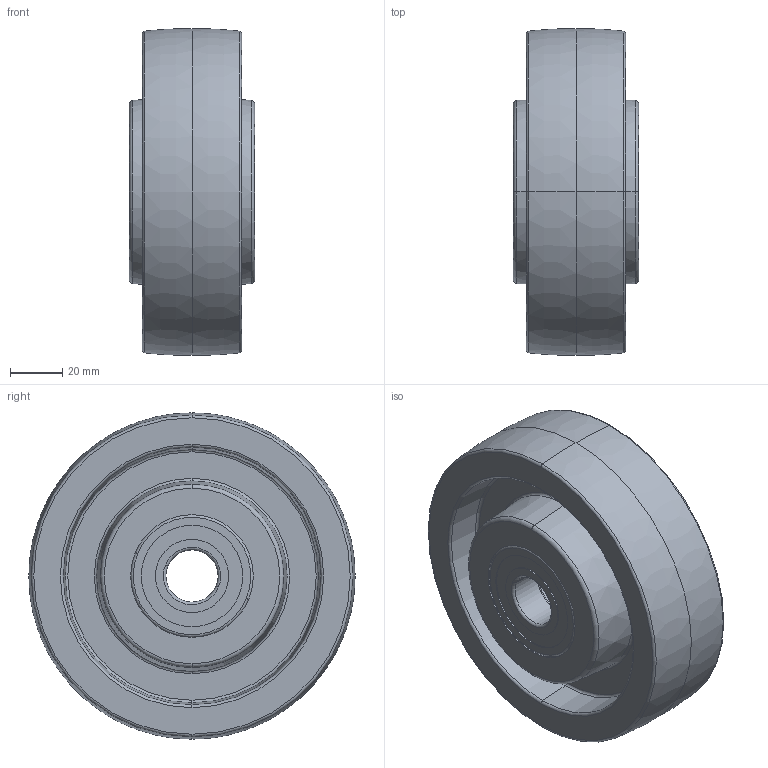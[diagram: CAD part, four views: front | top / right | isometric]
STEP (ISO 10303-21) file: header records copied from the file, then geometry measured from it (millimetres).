
FILE_DESCRIPTION (( 'STEP AP214' ), '1' );
FILE_NAME ('0022621.step', '2022-04-21T11:41:21', ( '' ), ( '' ), 'SwSTEP 2.0', 'SolidWorks 2020', '' );
FILE_SCHEMA (( 'AUTOMOTIVE_DESIGN' ));
Length unit declared in the file: millimetre
Products named in the file (1): 0022621
Bounding box: 48 x 125 x 125 mm (x, y, z)
Volume: 368877.8 mm3; surface area: 83311.4 mm2
Topology: 11 solids, 11 shells, 138 faces, 276 edges, 162 vertices
Faces by surface type: torus 60, cylinder 46, plane 24, cone 8
Entity records: 5320 total; most frequent: DIRECTION 776, CARTESIAN_POINT 577, ORIENTED_EDGE 552, AXIS2_PLACEMENT_3D 361, EDGE_CURVE 276, CIRCLE 222, EDGE_LOOP 162, VERTEX_POINT 162
